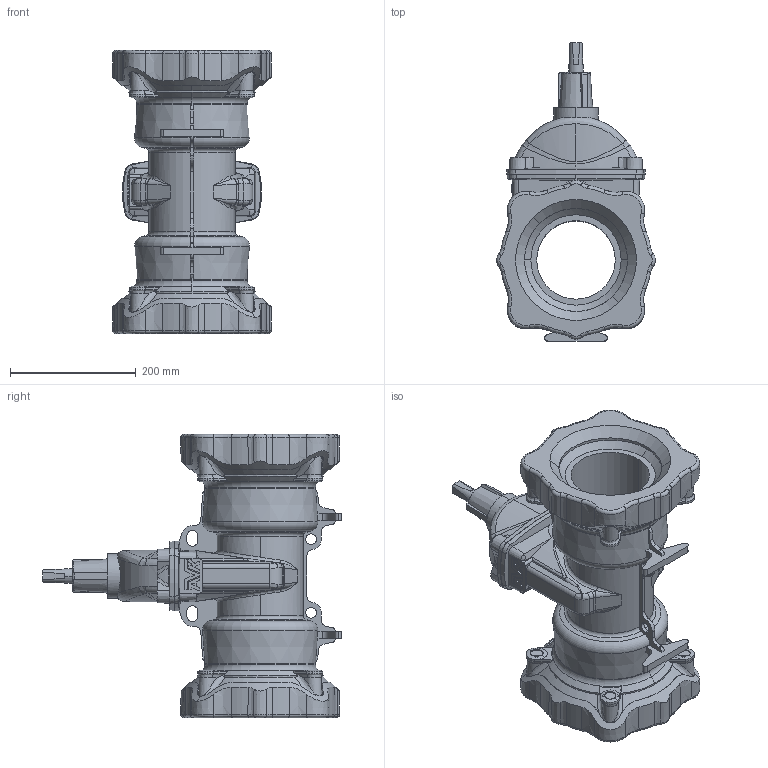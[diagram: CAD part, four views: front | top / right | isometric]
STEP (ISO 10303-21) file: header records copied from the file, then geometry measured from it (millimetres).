
FILE_DESCRIPTION (( 'STEP AP203' ), '1' );
FILE_NAME ('O_636_00_DN125_AA0_step.step', '2015-10-29T10:13:46', ( 'Windows User' ), ( 'AVK' ), 'SwSTEP 2.0', 'SolidWorks 2012', '' );
FILE_SCHEMA (( 'CONFIG_CONTROL_DESIGN' ));
Length unit declared in the file: millimetre
Products named in the file (1): O_636_00_DN125_AA0_step
Bounding box: 252.76 x 475.25 x 451.1 mm (x, y, z)
Volume: 9665968.5 mm3; surface area: 714584 mm2
Topology: 1 solids, 1 shells, 914 faces, 2454 edges, 1540 vertices
Faces by surface type: bspline 217, plane 202, cylinder 177, cone 162, torus 152, sphere 4
Entity records: 48205 total; most frequent: CARTESIAN_POINT 26965, ORIENTED_EDGE 4884, DIRECTION 3998, EDGE_CURVE 2442, AXIS2_PLACEMENT_3D 1600, VERTEX_POINT 1540, EDGE_LOOP 934, FACE_OUTER_BOUND 914
